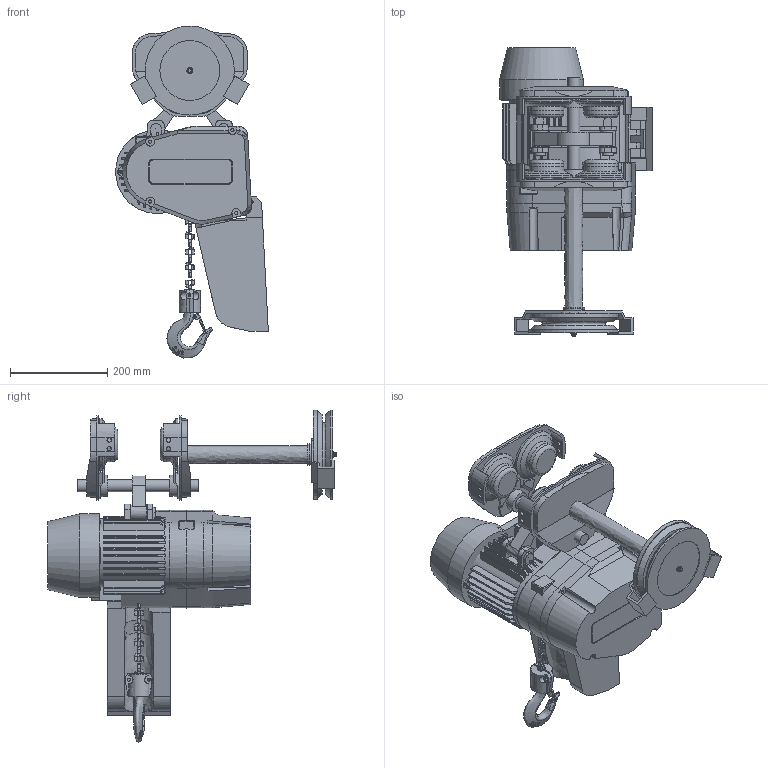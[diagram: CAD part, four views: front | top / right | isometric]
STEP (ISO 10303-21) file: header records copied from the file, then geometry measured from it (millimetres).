
FILE_DESCRIPTION(('STEP AP214'),'1');
FILE_NAME('KITO EQ Kättingtelfer 500-1 med haspeldriven blockvagn.stp','2013-10-07T15:02:34',(' '),(' '),'Spatial InterOp 3D',' ',' ');
FILE_SCHEMA(('automotive_design'));
Length unit declared in the file: millimetre
Products named in the file (26): Assembly1; Part1; Part2; Part3; Part4; Part5; Part6; Assembly2; KITO EQ Kattingtelfer 500-1 med haspeldriven blockvagn
Assembly tree (35 placements, depth 6):
  KITO EQ Kattingtelfer 500-1 med haspeldriven blockvagn
    Assembly1
      Part1
      Part2
      Part3
      Part4
      Part5
      Part6
      Assembly1
        Part1  x2
        Assembly1
          Assembly1
            Part1  x2
          Assembly2
            Part1
            Part2
        Assembly2
          Part1  x8
    Assembly2
      Assembly1
        Part1
        Part2
        Part3
        Part4
      Part1  x2
      Part3
Bounding box: 313.89 x 592.5 x 682.45 mm (x, y, z)
Volume: 21422148.7 mm3; surface area: 1476656.3 mm2
Topology: 17 solids, 29 shells, 1143 faces, 3077 edges, 2017 vertices
Faces by surface type: plane 647, revolution 464, bspline 32
Entity records: 48460 total; most frequent: CARTESIAN_POINT 13656, ORIENTED_EDGE 5378, DIRECTION 4817, EDGE_CURVE 2689, VERTEX_POINT 1838, LINE 1622, VECTOR 1622, AXIS2_PLACEMENT_3D 1392
